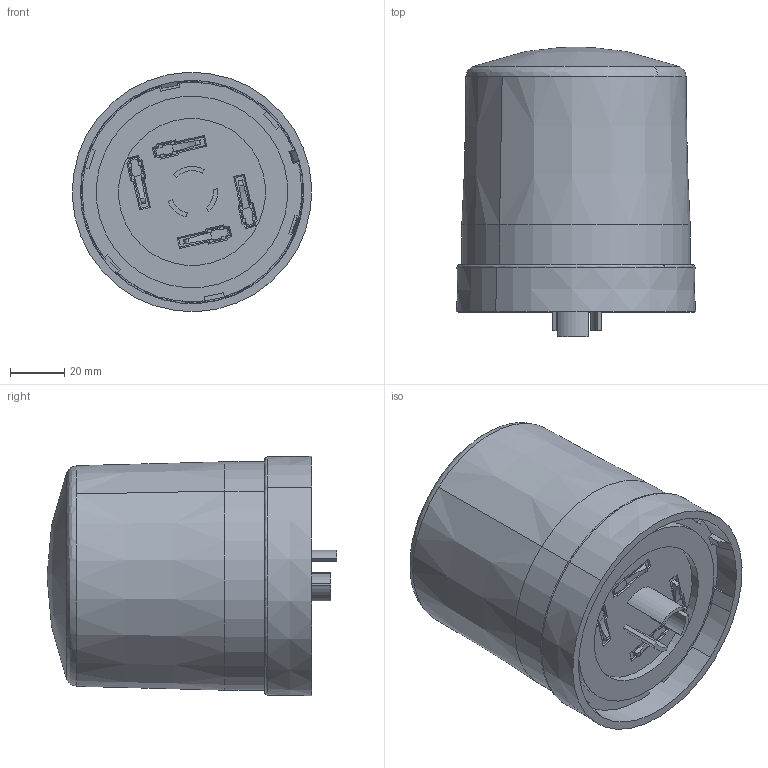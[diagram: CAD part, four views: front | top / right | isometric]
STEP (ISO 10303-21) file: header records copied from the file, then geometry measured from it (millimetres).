
FILE_DESCRIPTION (( 'STEP AP203' ), '1' );
FILE_NAME ('TL-STEP.STEP', '2018-09-24T15:01:06', ( '' ), ( '' ), 'SwSTEP 2.0', 'SolidWorks 2017', '' );
FILE_SCHEMA (( 'CONFIG_CONTROL_DESIGN' ));
Length unit declared in the file: inch
Products named in the file (3): HDW075; TL-STEP; MOD028refSTEP
Assembly tree (2 placements, depth 2):
  TL-STEP
    HDW075
    MOD028refSTEP
Bounding box: 88.55 x 107.23 x 88.55 mm (x, y, z)
Volume: 167479 mm3; surface area: 75351.8 mm2
Topology: 2 solids, 2 shells, 308 faces, 851 edges, 564 vertices
Faces by surface type: plane 186, cylinder 80, bspline 22, cone 20
Entity records: 11386 total; most frequent: CARTESIAN_POINT 3417, ORIENTED_EDGE 1702, DIRECTION 1480, EDGE_CURVE 851, VERTEX_POINT 564, VECTOR 542, LINE 542, AXIS2_PLACEMENT_3D 469
